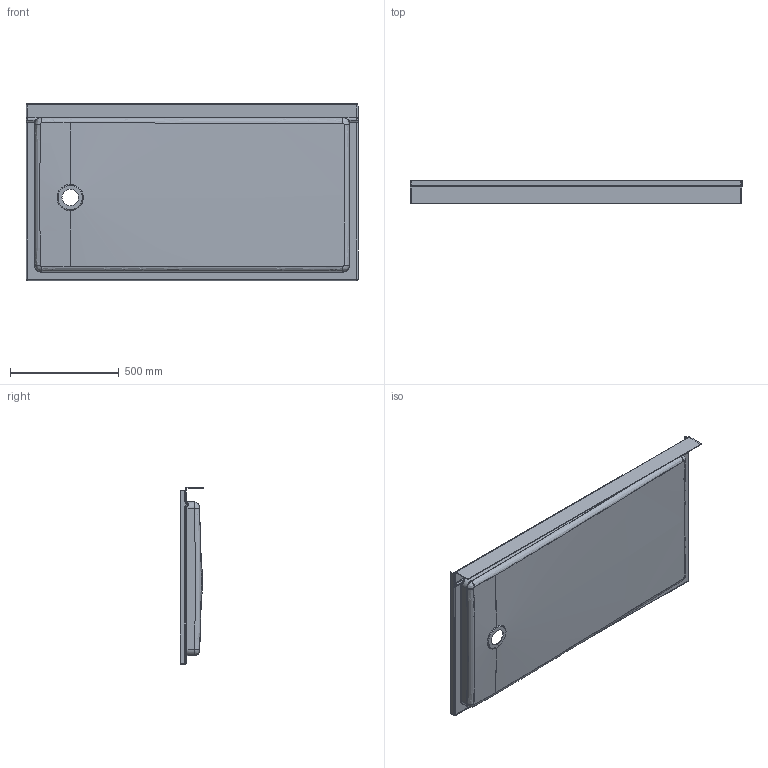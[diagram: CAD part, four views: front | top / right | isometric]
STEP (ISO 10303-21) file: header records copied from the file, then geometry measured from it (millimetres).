
FILE_DESCRIPTION (( 'STEP AP203' ), '1' );
FILE_NAME ('SR-3260LM.STEP', '2021-01-06T21:28:22', ( '' ), ( '' ), 'SwSTEP 2.0', 'SolidWorks 2020', '' );
FILE_SCHEMA (( 'CONFIG_CONTROL_DESIGN' ));
Length unit declared in the file: inch
Products named in the file (1): SR-3260LM
Bounding box: 1524 x 109.54 x 812.8 mm (x, y, z)
Volume: 5033619.3 mm3; surface area: 3187241.6 mm2
Topology: 1 solids, 1 shells, 166 faces, 388 edges, 216 vertices
Faces by surface type: cylinder 54, bspline 36, plane 30, torus 26, cone 12, sphere 8
Entity records: 7295 total; most frequent: CARTESIAN_POINT 3681, ORIENTED_EDGE 760, DIRECTION 738, EDGE_CURVE 380, AXIS2_PLACEMENT_3D 305, VERTEX_POINT 216, CIRCLE 174, EDGE_LOOP 168
